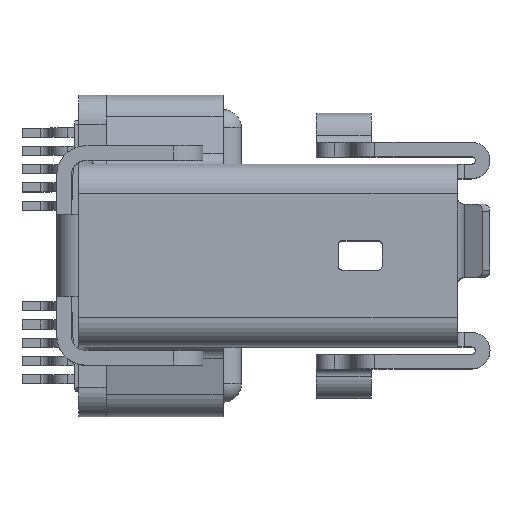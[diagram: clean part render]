
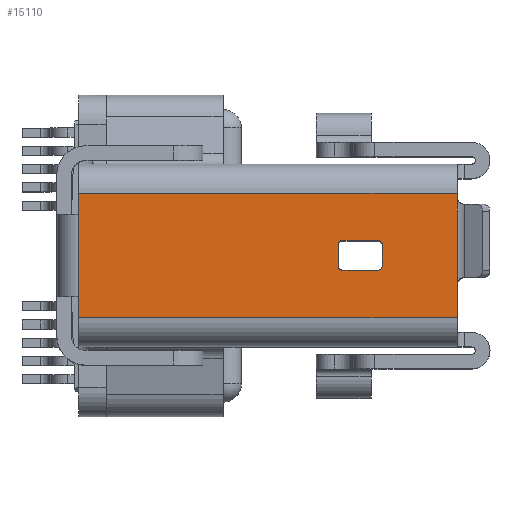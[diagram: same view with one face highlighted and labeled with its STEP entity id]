
A CAD part, top view. The second image highlights one B-rep face of the part: STEP entity #15110.
In plain terms, the highlighted face is planar.
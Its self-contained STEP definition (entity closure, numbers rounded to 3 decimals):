
#13610=CARTESIAN_POINT('',(-15.415,-128.825,-0.5
));
#13620=DIRECTION('',(0.,-1.,0.));
#13630=DIRECTION('',(0.,0.,-1.));
#13640=AXIS2_PLACEMENT_3D('',#13610,#13620,#13630);
#13650=PLANE('',#13640);
#13660=CARTESIAN_POINT('',(-1.35,-128.825,-0.8));
#13670=DIRECTION('',(0.,-1.,0.));
#13680=DIRECTION('',(0.,0.,1.));
#13690=AXIS2_PLACEMENT_3D('',#13660,#13670,#13680);
#13700=CIRCLE('',#13690,0.1);
#13710=CARTESIAN_POINT('',(-1.35,-128.825,-0.9));
#13720=VERTEX_POINT('',#13710);
#13730=CARTESIAN_POINT('',(-1.25,-128.825,-0.8));
#13740=VERTEX_POINT('',#13730);
#13750=EDGE_CURVE('',#13720,#13740,#13700,.T.);
#13760=ORIENTED_EDGE('',*,*,#13750,.F.);
#13770=CARTESIAN_POINT('',(-1.25,-128.825,-0.538));
#13780=DIRECTION('',(0.,0.,1.));
#13790=VECTOR('',#13780,1.);
#13800=LINE('',#13770,#13790);
#13810=CARTESIAN_POINT('',(-1.25,-128.825,-0.2));
#13820=VERTEX_POINT('',#13810);
#13830=EDGE_CURVE('',#13740,#13820,#13800,.T.);
#13840=ORIENTED_EDGE('',*,*,#13830,.F.);
#13850=CARTESIAN_POINT('',(-1.35,-128.825,-0.2));
#13860=DIRECTION('',(0.,-1.,0.));
#13870=DIRECTION('',(0.,0.,1.));
#13880=AXIS2_PLACEMENT_3D('',#13850,#13860,#13870);
#13890=CIRCLE('',#13880,0.1);
#13900=CARTESIAN_POINT('',(-1.35,-128.825,-0.1));
#13910=VERTEX_POINT('',#13900);
#13920=EDGE_CURVE('',#13820,#13910,#13890,.T.);
#13930=ORIENTED_EDGE('',*,*,#13920,.F.);
#13940=CARTESIAN_POINT('',(1.7,-128.825,-0.1));
#13950=DIRECTION('',(-1.,0.,0.));
#13960=VECTOR('',#13950,1.);
#13970=LINE('',#13940,#13960);
#13980=CARTESIAN_POINT('',(-2.35,-128.825,-0.1));
#13990=VERTEX_POINT('',#13980);
#14000=EDGE_CURVE('',#13910,#13990,#13970,.T.);
#14010=ORIENTED_EDGE('',*,*,#14000,.F.);
#14020=CARTESIAN_POINT('',(-2.35,-128.825,-0.2));
#14030=DIRECTION('',(0.,-1.,0.));
#14040=DIRECTION('',(0.,0.,1.));
#14050=AXIS2_PLACEMENT_3D('',#14020,#14030,#14040);
#14060=CIRCLE('',#14050,0.1);
#14070=CARTESIAN_POINT('',(-2.45,-128.825,-0.2));
#14080=VERTEX_POINT('',#14070);
#14090=EDGE_CURVE('',#13990,#14080,#14060,.T.);
#14100=ORIENTED_EDGE('',*,*,#14090,.F.);
#14110=CARTESIAN_POINT('',(-2.45,-128.825,-0.538));
#14120=DIRECTION('',(0.,0.,-1.));
#14130=VECTOR('',#14120,1.);
#14140=LINE('',#14110,#14130);
#14150=CARTESIAN_POINT('',(-2.45,-128.825,-0.8));
#14160=VERTEX_POINT('',#14150);
#14170=EDGE_CURVE('',#14080,#14160,#14140,.T.);
#14180=ORIENTED_EDGE('',*,*,#14170,.F.);
#14190=CARTESIAN_POINT('',(-2.35,-128.825,-0.8));
#14200=DIRECTION('',(0.,1.,0.));
#14210=DIRECTION('',(0.,0.,-1.));
#14220=AXIS2_PLACEMENT_3D('',#14190,#14200,#14210);
#14230=CIRCLE('',#14220,0.1);
#14240=CARTESIAN_POINT('',(-2.35,-128.825,-0.9));
#14250=VERTEX_POINT('',#14240);
#14260=EDGE_CURVE('',#14250,#14160,#14230,.T.);
#14270=ORIENTED_EDGE('',*,*,#14260,.T.);
#14280=CARTESIAN_POINT('',(1.7,-128.825,-0.9));
#14290=DIRECTION('',(-1.,0.,0.));
#14300=VECTOR('',#14290,1.);
#14310=LINE('',#14280,#14300);
#14320=EDGE_CURVE('',#13720,#14250,#14310,.T.);
#14330=ORIENTED_EDGE('',*,*,#14320,.T.);
#14340=EDGE_LOOP('',(#14330,#14270,#14180,#14100,#14010,#13930,#13840,
#13760));
#14350=FACE_BOUND('',#14340,.T.);
#14360=CARTESIAN_POINT('',(-9.55,-128.825,-0.538));
#14370=DIRECTION('',(0.,0.,1.));
#14380=VECTOR('',#14370,1.);
#14390=LINE('',#14360,#14380);
#14400=CARTESIAN_POINT('',(-9.55,-128.825,0.625));
#14410=VERTEX_POINT('',#14400);
#14420=CARTESIAN_POINT('',(-9.55,-128.825,1.2));
#14430=VERTEX_POINT('',#14420);
#14440=EDGE_CURVE('',#14410,#14430,#14390,.T.);
#14450=ORIENTED_EDGE('',*,*,#14440,.F.);
#14460=CARTESIAN_POINT('',(1.7,-128.825,1.2));
#14470=DIRECTION('',(1.,0.,0.));
#14480=VECTOR('',#14470,1.);
#14490=LINE('',#14460,#14480);
#14500=CARTESIAN_POINT('',(0.8,-128.825,1.2))
;
#14510=VERTEX_POINT('',#14500);
#14520=EDGE_CURVE('',#14430,#14510,#14490,.T.);
#14530=ORIENTED_EDGE('',*,*,#14520,.F.);
#14540=CARTESIAN_POINT('',(0.8,-128.825,-0.538
));
#14550=DIRECTION('',(0.,0.,-1.));
#14560=VECTOR('',#14550,1.);
#14570=LINE('',#14540,#14560);
#14580=CARTESIAN_POINT('',(0.8,-128.825,1.1));
#14590=VERTEX_POINT('',#14580);
#14600=EDGE_CURVE('',#14510,#14590,#14570,.T.);
#14610=ORIENTED_EDGE('',*,*,#14600,.F.);
#14620=CARTESIAN_POINT('',(1.,-128.825,1.1))
;
#14630=DIRECTION('',(0.,1.,0.));
#14640=DIRECTION('',(0.,0.,-1.));
#14650=AXIS2_PLACEMENT_3D('',#14620,#14630,#14640);
#14660=CIRCLE('',#14650,0.2);
#14670=CARTESIAN_POINT('',(0.8,-128.825,1.1))
;
#14680=VERTEX_POINT('',#14670);
#14690=EDGE_CURVE('',#14680,#14590,#14660,.T.);
#14700=ORIENTED_EDGE('',*,*,#14690,.T.);
#14710=CARTESIAN_POINT('',(0.8,-128.825,1.2))
;
#14720=DIRECTION('',(0.,0.,-1.));
#14730=VECTOR('',#14720,1.);
#14740=LINE('',#14710,#14730);
#14750=CARTESIAN_POINT('',(0.8,-128.825,-1.3)
);
#14760=VERTEX_POINT('',#14750);
#14770=EDGE_CURVE('',#14680,#14760,#14740,.T.);
#14780=ORIENTED_EDGE('',*,*,#14770,.F.);
#14790=CARTESIAN_POINT('',(0.8,-128.825,-0.538
));
#14800=DIRECTION('',(0.,0.,1.));
#14810=VECTOR('',#14800,1.);
#14820=LINE('',#14790,#14810);
#14830=CARTESIAN_POINT('',(0.8,-128.825,-2.2)
);
#14840=VERTEX_POINT('',#14830);
#14850=EDGE_CURVE('',#14840,#14760,#14820,.T.);
#14860=ORIENTED_EDGE('',*,*,#14850,.T.);
#14870=CARTESIAN_POINT('',(1.7,-128.825,-2.2));
#14880=DIRECTION('',(-1.,0.,0.));
#14890=VECTOR('',#14880,1.);
#14900=LINE('',#14870,#14890);
#14910=CARTESIAN_POINT('',(-9.55,-128.825,-2.2));
#14920=VERTEX_POINT('',#14910);
#14930=EDGE_CURVE('',#14840,#14920,#14900,.T.);
#14940=ORIENTED_EDGE('',*,*,#14930,.F.);
#14950=CARTESIAN_POINT('',(-9.55,-128.825,-0.538));
#14960=DIRECTION('',(0.,0.,1.));
#14970=VECTOR('',#14960,1.);
#14980=LINE('',#14950,#14970);
#14990=CARTESIAN_POINT('',(-9.55,-128.825,-1.625));
#15000=VERTEX_POINT('',#14990);
#15010=EDGE_CURVE('',#14920,#15000,#14980,.T.);
#15020=ORIENTED_EDGE('',*,*,#15010,.F.);
#15030=CARTESIAN_POINT('',(-9.55,-128.825,1.));
#15040=DIRECTION('',(0.,0.,-1.));
#15050=VECTOR('',#15040,1.);
#15060=LINE('',#15030,#15050);
#15070=EDGE_CURVE('',#14410,#15000,#15060,.T.);
#15080=ORIENTED_EDGE('',*,*,#15070,.T.);
#15090=EDGE_LOOP('',(#15080,#15020,#14940,#14860,#14780,#14700,#14610,
#14530,#14450));
#15100=FACE_OUTER_BOUND('',#15090,.T.);
#15110=ADVANCED_FACE('',(#14350,#15100),#13650,.T.);
